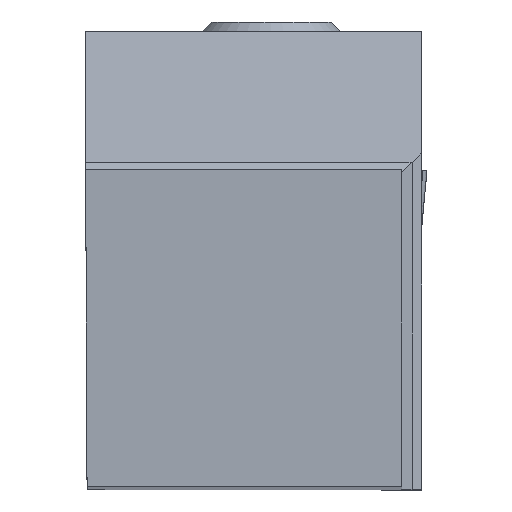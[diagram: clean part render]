
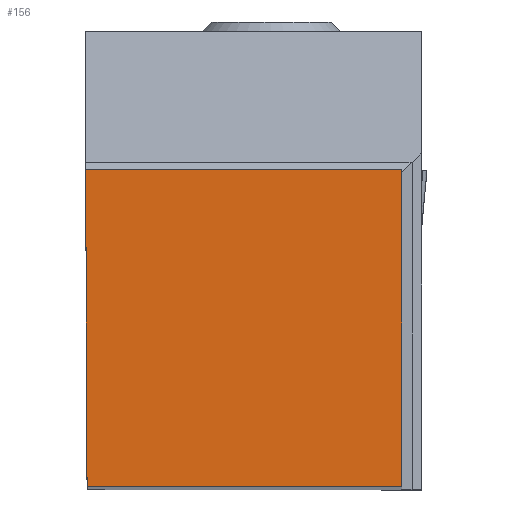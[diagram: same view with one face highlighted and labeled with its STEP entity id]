
A CAD part, top view. The second image highlights one B-rep face of the part: STEP entity #156.
In plain terms, the highlighted planar face has unit normal (0, 0, 1).
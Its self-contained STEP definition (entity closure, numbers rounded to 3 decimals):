
#156=ADVANCED_FACE('BLANK_BOXF006',(#259),#204,.F.);
#204=PLANE('',#1277);
#259=FACE_OUTER_BOUND('',#316,.T.);
#316=EDGE_LOOP('',(#561,#562,#563,#564));
#561=ORIENTED_EDGE('',*,*,#871,.T.);
#562=ORIENTED_EDGE('',*,*,#872,.T.);
#563=ORIENTED_EDGE('',*,*,#867,.T.);
#564=ORIENTED_EDGE('',*,*,#861,.T.);
#725=VERTEX_POINT('',#2012);
#726=VERTEX_POINT('',#2014);
#729=VERTEX_POINT('',#2025);
#732=VERTEX_POINT('',#2033);
#861=EDGE_CURVE('',#726,#725,#988,.T.);
#867=EDGE_CURVE('',#729,#726,#994,.T.);
#871=EDGE_CURVE('',#725,#732,#998,.T.);
#872=EDGE_CURVE('',#732,#729,#999,.T.);
#988=LINE('',#2013,#1118);
#994=LINE('',#2024,#1124);
#998=LINE('',#2032,#1128);
#999=LINE('',#2034,#1129);
#1118=VECTOR('',#1491,1.);
#1124=VECTOR('',#1501,1.);
#1128=VECTOR('',#1507,1.);
#1129=VECTOR('',#1508,1.);
#1277=AXIS2_PLACEMENT_3D('',#2035,#1509,#1510);
#1491=DIRECTION('',(1.,0.,0.));
#1501=DIRECTION('',(0.004,-1.,0.));
#1507=DIRECTION('',(0.,1.,0.));
#1508=DIRECTION('',(-1.,0.,0.));
#1509=DIRECTION('',(0.,0.,-1.));
#1510=DIRECTION('',(0.,-1.,0.));
#2012=CARTESIAN_POINT('',(15.748,0.,0.));
#2013=CARTESIAN_POINT('',(-113.5,0.,0.));
#2014=CARTESIAN_POINT('',(0.069,0.,0.));
#2024=CARTESIAN_POINT('',(-0.427,113.499,0.));
#2025=CARTESIAN_POINT('',(0.,15.748,0.));
#2032=CARTESIAN_POINT('',(15.748,-113.5,0.));
#2033=CARTESIAN_POINT('',(15.748,15.748,0.));
#2034=CARTESIAN_POINT('',(113.5,15.748,0.));
#2035=CARTESIAN_POINT('',(16.743,-5.,0.));
